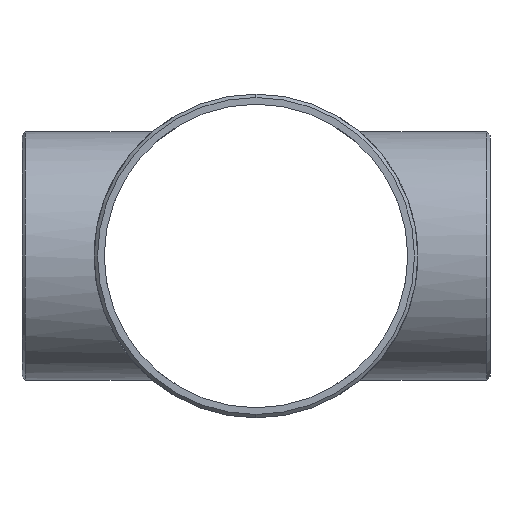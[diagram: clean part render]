
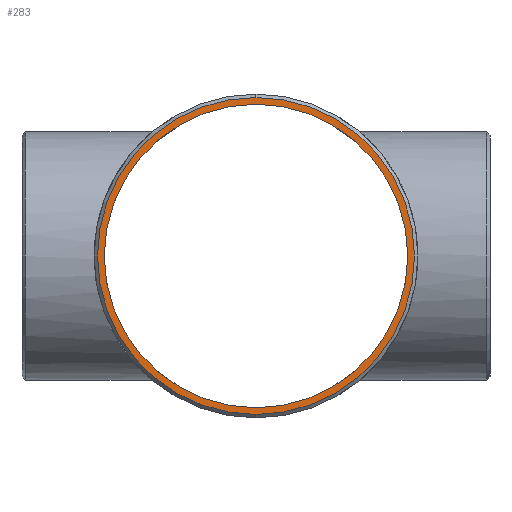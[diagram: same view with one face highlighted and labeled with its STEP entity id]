
A CAD part, left-side view. The second image highlights one B-rep face of the part: STEP entity #283.
In plain terms, the highlighted planar face has unit normal (-1, 0, 0).
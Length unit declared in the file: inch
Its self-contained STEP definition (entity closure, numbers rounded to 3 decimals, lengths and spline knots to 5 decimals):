
#5 = ORIENTED_EDGE ( 'NONE', *, *, #764, .T. ) ;
#7 = DIRECTION ( 'NONE',  ( 1., 0., 0. ) ) ;
#23 = ORIENTED_EDGE ( 'NONE', *, *, #1502, .T. ) ;
#121 = AXIS2_PLACEMENT_3D ( 'NONE', #175, #1481, #778 ) ;
#175 = CARTESIAN_POINT ( 'NONE',  ( -11., 0., 0. ) ) ;
#194 = DIRECTION ( 'NONE',  ( -1., 0., 0. ) ) ;
#220 = CARTESIAN_POINT ( 'NONE',  ( -11., 0., 0. ) ) ;
#256 = CIRCLE ( 'NONE', #121, 6.562 ) ;
#262 = AXIS2_PLACEMENT_3D ( 'NONE', #1440, #7, #372 ) ;
#283 = ADVANCED_FACE ( 'NONE', ( #1267, #1256 ), #1124, .T. ) ;
#322 = EDGE_LOOP ( 'NONE', ( #1473, #23 ) ) ;
#343 = CARTESIAN_POINT ( 'NONE',  ( -11., 0., 6.562 ) ) ;
#372 = DIRECTION ( 'NONE',  ( 0., 0., 1. ) ) ;
#431 = CIRCLE ( 'NONE', #262, 6.562 ) ;
#520 = AXIS2_PLACEMENT_3D ( 'NONE', #220, #812, #1176 ) ;
#530 = EDGE_CURVE ( 'NONE', #743, #1332, #256, .T. ) ;
#544 = CARTESIAN_POINT ( 'NONE',  ( -11., 0., -6.854 ) ) ;
#593 = AXIS2_PLACEMENT_3D ( 'NONE', #911, #1387, #1368 ) ;
#597 = VERTEX_POINT ( 'NONE', #1167 ) ;
#743 = VERTEX_POINT ( 'NONE', #343 ) ;
#764 = EDGE_CURVE ( 'NONE', #1304, #597, #1371, .T. ) ;
#778 = DIRECTION ( 'NONE',  ( 0., 0., 1. ) ) ;
#812 = DIRECTION ( 'NONE',  ( -1., 0., 0. ) ) ;
#861 = DIRECTION ( 'NONE',  ( 0., 0., -1. ) ) ;
#862 = EDGE_CURVE ( 'NONE', #597, #1304, #1401, .T. ) ;
#911 = CARTESIAN_POINT ( 'NONE',  ( -11., 0., 0. ) ) ;
#972 = EDGE_LOOP ( 'NONE', ( #5, #1187 ) ) ;
#1029 = CARTESIAN_POINT ( 'NONE',  ( -11., 0., -6.562 ) ) ;
#1101 = CARTESIAN_POINT ( 'NONE',  ( -11., 0., 0. ) ) ;
#1124 = PLANE ( 'NONE',  #1244 ) ;
#1167 = CARTESIAN_POINT ( 'NONE',  ( -11., 0., 6.854 ) ) ;
#1176 = DIRECTION ( 'NONE',  ( 0., 0., 1. ) ) ;
#1187 = ORIENTED_EDGE ( 'NONE', *, *, #862, .T. ) ;
#1244 = AXIS2_PLACEMENT_3D ( 'NONE', #1101, #194, #861 ) ;
#1256 = FACE_BOUND ( 'NONE', #322, .T. ) ;
#1267 = FACE_OUTER_BOUND ( 'NONE', #972, .T. ) ;
#1304 = VERTEX_POINT ( 'NONE', #544 ) ;
#1332 = VERTEX_POINT ( 'NONE', #1029 ) ;
#1368 = DIRECTION ( 'NONE',  ( 0., 0., 1. ) ) ;
#1371 = CIRCLE ( 'NONE', #520, 6.854 ) ;
#1387 = DIRECTION ( 'NONE',  ( -1., 0., 0. ) ) ;
#1401 = CIRCLE ( 'NONE', #593, 6.854 ) ;
#1440 = CARTESIAN_POINT ( 'NONE',  ( -11., 0., 0. ) ) ;
#1473 = ORIENTED_EDGE ( 'NONE', *, *, #530, .T. ) ;
#1481 = DIRECTION ( 'NONE',  ( 1., 0., 0. ) ) ;
#1502 = EDGE_CURVE ( 'NONE', #1332, #743, #431, .T. ) ;
